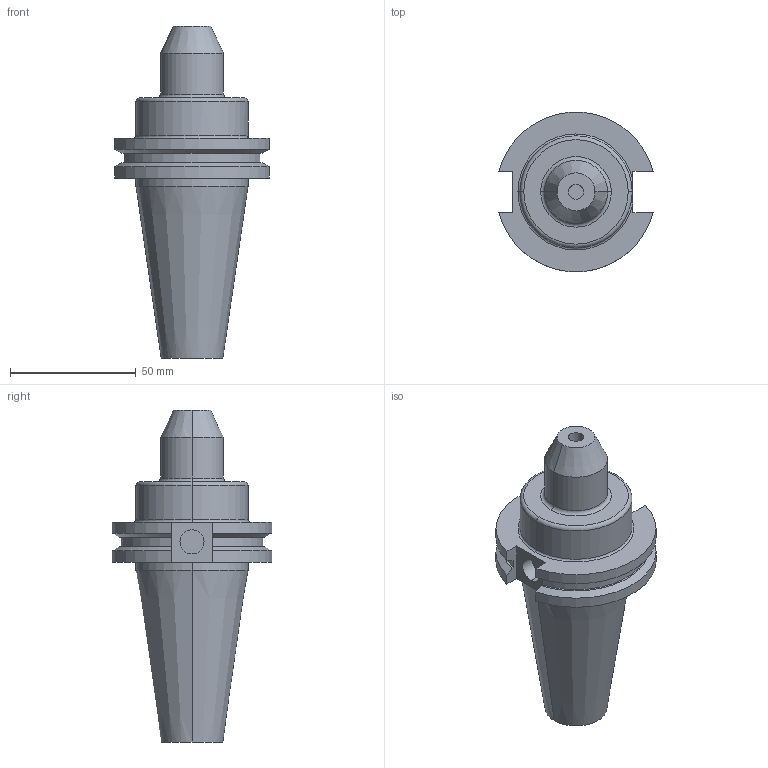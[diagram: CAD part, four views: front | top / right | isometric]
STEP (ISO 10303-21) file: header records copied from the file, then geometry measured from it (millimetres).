
FILE_DESCRIPTION (( 'STEP AP203' ), '1' );
FILE_NAME ('STP-22963.STEP', '2018-02-24T08:04:58', ( '' ), ( '' ), 'SwSTEP 2.0', 'SolidWorks 2015', '' );
FILE_SCHEMA (( 'CONFIG_CONTROL_DESIGN' ));
Length unit declared in the file: millimetre
Products named in the file (1): STP-22963
Bounding box: 61.35 x 63.26 x 131.75 mm (x, y, z)
Volume: 141903.4 mm3; surface area: 23407.7 mm2
Topology: 1 solids, 1 shells, 58 faces, 137 edges, 86 vertices
Faces by surface type: cylinder 22, plane 19, cone 10, torus 6, bspline 1
Entity records: 1796 total; most frequent: CARTESIAN_POINT 355, DIRECTION 306, ORIENTED_EDGE 270, EDGE_CURVE 135, AXIS2_PLACEMENT_3D 123, VERTEX_POINT 86, CIRCLE 65, EDGE_LOOP 65
